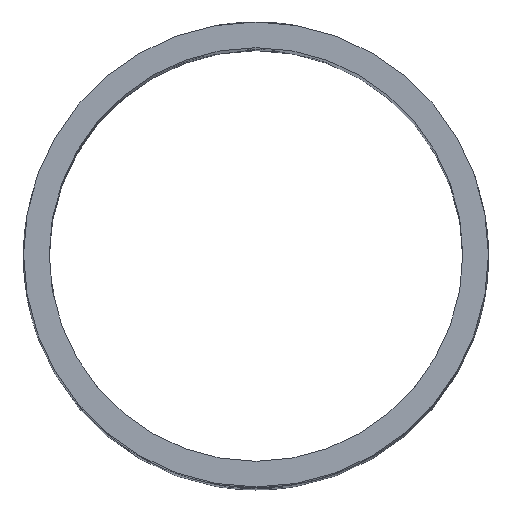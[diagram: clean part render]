
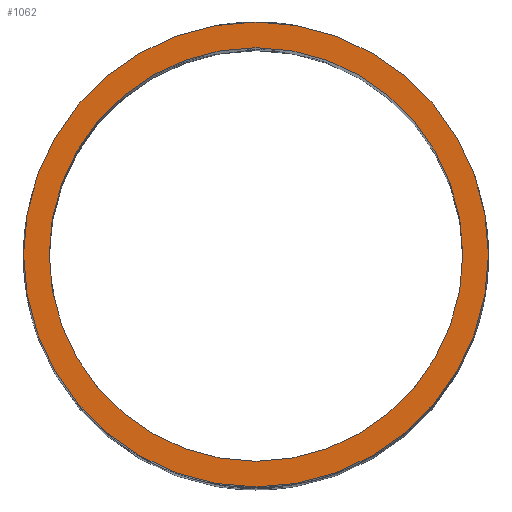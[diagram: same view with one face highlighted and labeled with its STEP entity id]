
A CAD part, top view. The second image highlights one B-rep face of the part: STEP entity #1062.
In plain terms, the highlighted planar face has unit normal (0, 0, 1).
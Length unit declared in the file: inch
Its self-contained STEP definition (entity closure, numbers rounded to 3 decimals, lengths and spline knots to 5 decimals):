
#31=PLANE('',#1130);
#69=FACE_BOUND('',#152,.T.);
#73=FACE_OUTER_BOUND('',#151,.T.);
#151=EDGE_LOOP('',(#821));
#152=EDGE_LOOP('',(#822));
#397=CIRCLE('',#1122,1.984);
#400=CIRCLE('',#1126,1.765);
#434=VERTEX_POINT('',#1512);
#471=VERTEX_POINT('',#2294);
#550=EDGE_CURVE('',#434,#434,#397,.T.);
#591=EDGE_CURVE('',#471,#471,#400,.T.);
#821=ORIENTED_EDGE('',*,*,#550,.T.);
#822=ORIENTED_EDGE('',*,*,#591,.F.);
#1062=ADVANCED_FACE('',(#73,#69),#31,.T.);
#1122=AXIS2_PLACEMENT_3D('',#1514,#1202,#1203);
#1126=AXIS2_PLACEMENT_3D('',#2295,#1211,#1212);
#1130=AXIS2_PLACEMENT_3D('',#3148,#1226,#1227);
#1202=DIRECTION('center_axis',(0.,0.,1.));
#1203=DIRECTION('ref_axis',(1.,0.,0.));
#1211=DIRECTION('center_axis',(0.,0.,1.));
#1212=DIRECTION('ref_axis',(1.,0.,0.));
#1226=DIRECTION('center_axis',(0.,0.,1.));
#1227=DIRECTION('ref_axis',(1.,0.,0.));
#1512=CARTESIAN_POINT('',(1.984,0.,30.));
#1514=CARTESIAN_POINT('Origin',(0.,0.,30.));
#2294=CARTESIAN_POINT('',(1.765,0.,30.));
#2295=CARTESIAN_POINT('Origin',(0.,0.,30.));
#3148=CARTESIAN_POINT('Origin',(0.,0.,30.));
